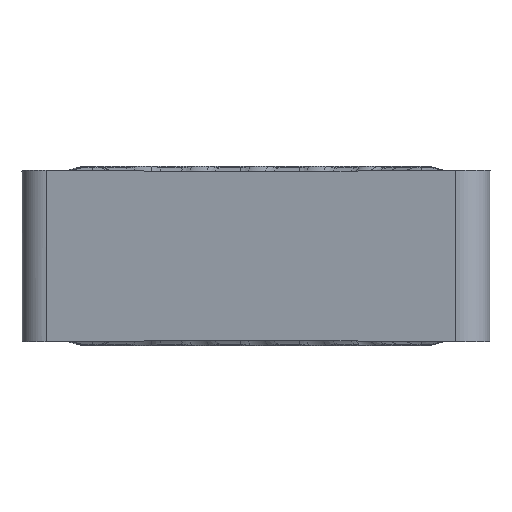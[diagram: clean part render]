
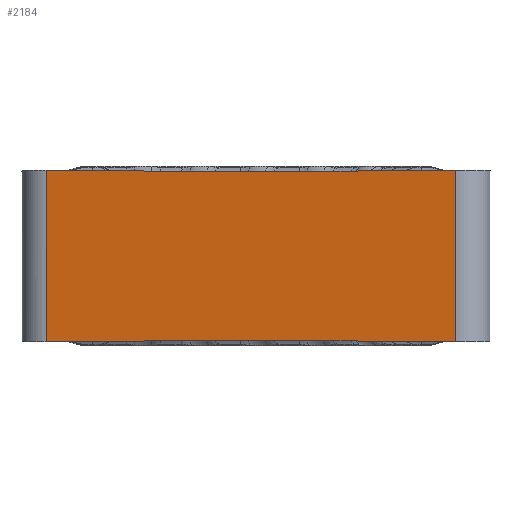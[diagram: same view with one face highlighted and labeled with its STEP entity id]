
A CAD part, front view. The second image highlights one B-rep face of the part: STEP entity #2184.
In plain terms, the highlighted planar face has unit normal (-0.174, -0.985, 0).
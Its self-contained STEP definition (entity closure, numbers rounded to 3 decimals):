
#1068=PLANE('',#10902);
#1089=LINE('',#35819,#1235);
#1235=VECTOR('',#11689,1.);
#1550=FACE_OUTER_BOUND('',#2843,.T.);
#2184=ADVANCED_FACE('',(#1550),#1068,.F.);
#2843=EDGE_LOOP('',(#3598,#3599,#3600,#3601,#3602,#3603,#3604,#3605));
#3598=ORIENTED_EDGE('',*,*,#8177,.T.);
#3599=ORIENTED_EDGE('',*,*,#8178,.T.);
#3600=ORIENTED_EDGE('',*,*,#8179,.F.);
#3601=ORIENTED_EDGE('',*,*,#8180,.F.);
#3602=ORIENTED_EDGE('',*,*,#8181,.F.);
#3603=ORIENTED_EDGE('',*,*,#8171,.F.);
#3604=ORIENTED_EDGE('',*,*,#8182,.T.);
#3605=ORIENTED_EDGE('',*,*,#8183,.T.);
#7062=VERTEX_POINT('',#35786);
#7063=VERTEX_POINT('',#35787);
#7068=VERTEX_POINT('',#35817);
#7069=VERTEX_POINT('',#35818);
#7070=VERTEX_POINT('',#35820);
#7071=VERTEX_POINT('',#35825);
#7072=VERTEX_POINT('',#35830);
#7073=VERTEX_POINT('',#35839);
#8171=EDGE_CURVE('',#7062,#7063,#9908,.T.);
#8177=EDGE_CURVE('',#7068,#7069,#9914,.T.);
#8178=EDGE_CURVE('',#7069,#7070,#1089,.T.);
#8179=EDGE_CURVE('',#7071,#7070,#9915,.T.);
#8180=EDGE_CURVE('',#7072,#7071,#9916,.T.);
#8181=EDGE_CURVE('',#7063,#7072,#9917,.T.);
#8182=EDGE_CURVE('',#7062,#7073,#9918,.T.);
#8183=EDGE_CURVE('',#7073,#7068,#9919,.T.);
#9908=B_SPLINE_CURVE_WITH_KNOTS('',3,(#35782,#35783,#35784,#35785),
 .UNSPECIFIED.,.F.,.F.,(4,4),(0.,1.),.UNSPECIFIED.);
#9914=B_SPLINE_CURVE_WITH_KNOTS('',3,(#35813,#35814,#35815,#35816),
 .UNSPECIFIED.,.F.,.F.,(4,4),(0.,1.),.UNSPECIFIED.);
#9915=B_SPLINE_CURVE_WITH_KNOTS('',3,(#35821,#35822,#35823,#35824),
 .UNSPECIFIED.,.F.,.F.,(4,4),(0.,1.),.UNSPECIFIED.);
#9916=B_SPLINE_CURVE_WITH_KNOTS('',3,(#35826,#35827,#35828,#35829),
 .UNSPECIFIED.,.F.,.F.,(4,4),(0.,1.),.UNSPECIFIED.);
#9917=B_SPLINE_CURVE_WITH_KNOTS('',3,(#35831,#35832,#35833,#35834),
 .UNSPECIFIED.,.F.,.F.,(4,4),(0.,1.),.UNSPECIFIED.);
#9918=B_SPLINE_CURVE_WITH_KNOTS('',3,(#35835,#35836,#35837,#35838),
 .UNSPECIFIED.,.F.,.F.,(4,4),(0.,1.),.UNSPECIFIED.);
#9919=B_SPLINE_CURVE_WITH_KNOTS('',3,(#35840,#35841,#35842,#35843),
 .UNSPECIFIED.,.F.,.F.,(4,4),(0.,1.),.UNSPECIFIED.);
#10902=AXIS2_PLACEMENT_3D('',#35844,#11690,#11691);
#11689=DIRECTION('',(0.,0.,-1.));
#11690=DIRECTION('',(0.174,0.985,0.));
#11691=DIRECTION('',(-0.985,0.174,0.));
#35782=CARTESIAN_POINT('',(5.411,-7.402,-0.1));
#35783=CARTESIAN_POINT('',(5.411,-7.402,-1.653));
#35784=CARTESIAN_POINT('',(5.411,-7.402,-3.207));
#35785=CARTESIAN_POINT('',(5.411,-7.402,-4.76));
#35786=CARTESIAN_POINT('',(5.411,-7.402,-0.1));
#35787=CARTESIAN_POINT('',(5.411,-7.402,-4.76));
#35813=CARTESIAN_POINT('',(-1.231,-6.231,-0.139));
#35814=CARTESIAN_POINT('',(-2.717,-5.969,-0.126));
#35815=CARTESIAN_POINT('',(-4.203,-5.707,-0.113));
#35816=CARTESIAN_POINT('',(-5.689,-5.445,-0.1));
#35817=CARTESIAN_POINT('',(-1.231,-6.231,-0.139));
#35818=CARTESIAN_POINT('',(-5.689,-5.445,-0.1));
#35819=CARTESIAN_POINT('',(-5.689,-5.445,0.1));
#35820=CARTESIAN_POINT('',(-5.689,-5.445,-4.76));
#35821=CARTESIAN_POINT('',(-1.231,-6.231,-4.721));
#35822=CARTESIAN_POINT('',(-2.717,-5.969,-4.734));
#35823=CARTESIAN_POINT('',(-4.203,-5.707,-4.753));
#35824=CARTESIAN_POINT('',(-5.689,-5.445,-4.76));
#35825=CARTESIAN_POINT('',(-1.231,-6.231,-4.721));
#35826=CARTESIAN_POINT('',(0.945,-6.615,-4.721));
#35827=CARTESIAN_POINT('',(0.22,-6.487,-4.714));
#35828=CARTESIAN_POINT('',(-0.505,-6.359,-4.715));
#35829=CARTESIAN_POINT('',(-1.231,-6.231,-4.721));
#35830=CARTESIAN_POINT('',(0.945,-6.615,-4.721));
#35831=CARTESIAN_POINT('',(5.411,-7.402,-4.76));
#35832=CARTESIAN_POINT('',(3.922,-7.14,-4.753));
#35833=CARTESIAN_POINT('',(2.434,-6.877,-4.734));
#35834=CARTESIAN_POINT('',(0.945,-6.615,-4.721));
#35835=CARTESIAN_POINT('',(5.411,-7.402,-0.1));
#35836=CARTESIAN_POINT('',(3.922,-7.14,-0.113));
#35837=CARTESIAN_POINT('',(2.434,-6.877,-0.126));
#35838=CARTESIAN_POINT('',(0.945,-6.615,-0.139));
#35839=CARTESIAN_POINT('',(0.945,-6.615,-0.139));
#35840=CARTESIAN_POINT('',(0.945,-6.615,-0.139));
#35841=CARTESIAN_POINT('',(0.22,-6.487,-0.146));
#35842=CARTESIAN_POINT('',(-0.505,-6.359,-0.145));
#35843=CARTESIAN_POINT('',(-1.231,-6.231,-0.139));
#35844=CARTESIAN_POINT('',(5.411,-7.402,0.1));
